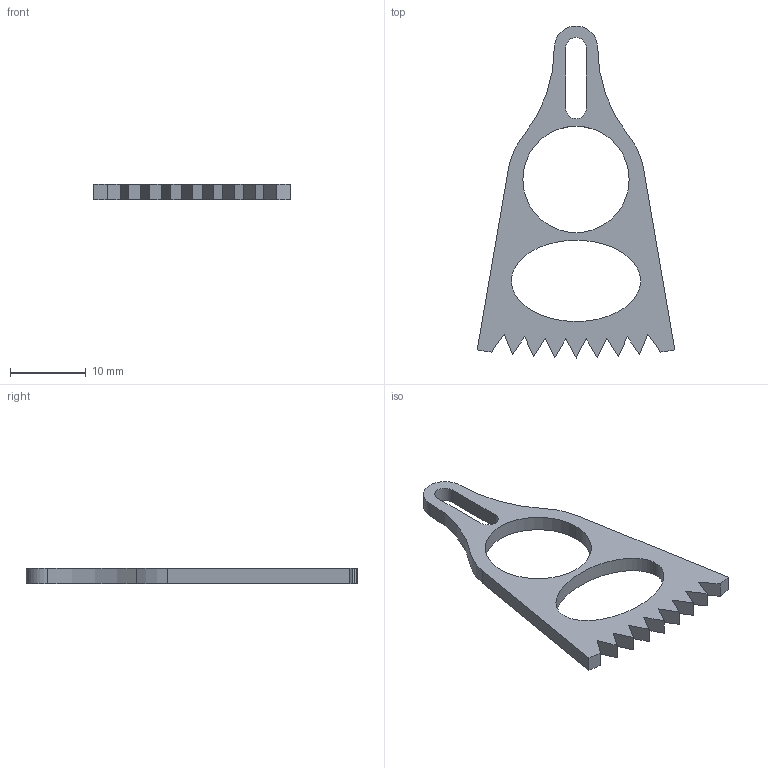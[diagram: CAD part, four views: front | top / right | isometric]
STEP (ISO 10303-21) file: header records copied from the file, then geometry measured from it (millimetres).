
FILE_DESCRIPTION (( 'STEP AP214' ), '1' );
FILE_NAME ('3006-PF - CEGIS SHUFFLER FOOT.STEP', '2023-10-23T00:41:10', ( '' ), ( '' ), 'SwSTEP 2.0', 'SolidWorks 2023', '' );
FILE_SCHEMA (( 'AUTOMOTIVE_DESIGN' ));
Length unit declared in the file: millimetre
Products named in the file (1): 3006-PF - CEGIS SHUFFLER FOOT
Bounding box: 26 x 43.7 x 2 mm (x, y, z)
Volume: 735.8 mm3; surface area: 1243.8 mm2
Topology: 1 solids, 1 shells, 35 faces, 99 edges, 66 vertices
Faces by surface type: plane 22, cylinder 11, bspline 2
Entity records: 1176 total; most frequent: CARTESIAN_POINT 227, ORIENTED_EDGE 198, DIRECTION 185, EDGE_CURVE 99, VECTOR 73, LINE 73, VERTEX_POINT 66, AXIS2_PLACEMENT_3D 56
